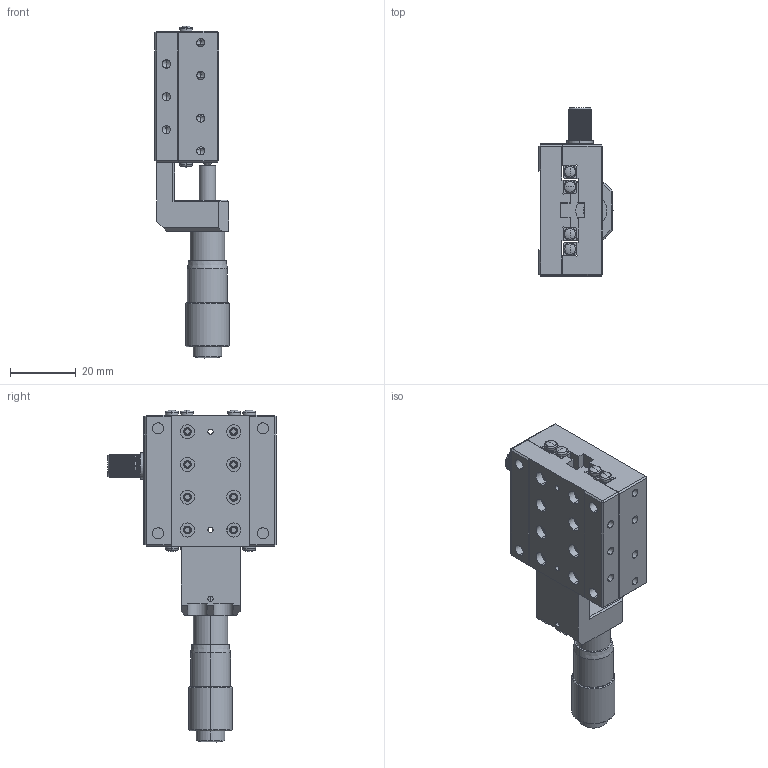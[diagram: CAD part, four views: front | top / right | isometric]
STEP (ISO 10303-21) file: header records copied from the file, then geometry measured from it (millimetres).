
FILE_DESCRIPTION (( 'STEP AP203' ), '1' );
FILE_NAME ('516310.STEP', '2025-07-08T02:07:11', ( '' ), ( '' ), 'SwSTEP 2.0', 'SolidWorks 2020', '' );
FILE_SCHEMA (( 'CONFIG_CONTROL_DESIGN' ));
Length unit declared in the file: millimetre
Products named in the file (1): 516310
Bounding box: 22.6 x 51.3 x 101.29 mm (x, y, z)
Volume: 34216.8 mm3; surface area: 24681.7 mm2
Topology: 13 solids, 13 shells, 949 faces, 2542 edges, 1608 vertices
Faces by surface type: cylinder 466, plane 306, cone 142, torus 32, bspline 3
Entity records: 30656 total; most frequent: CARTESIAN_POINT 7044, ORIENTED_EDGE 4976, DIRECTION 4823, EDGE_CURVE 2488, AXIS2_PLACEMENT_3D 1837, VERTEX_POINT 1608, VECTOR 1149, LINE 1149
